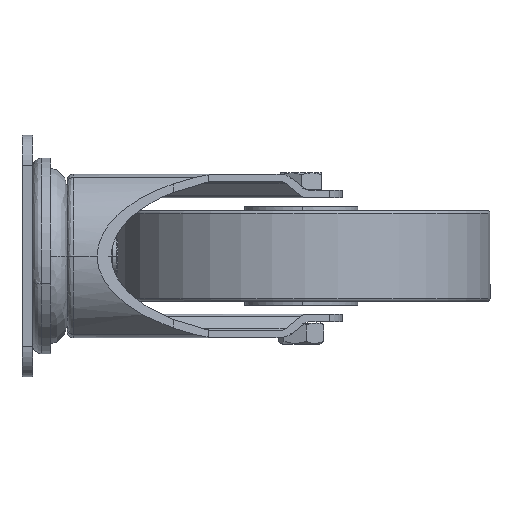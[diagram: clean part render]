
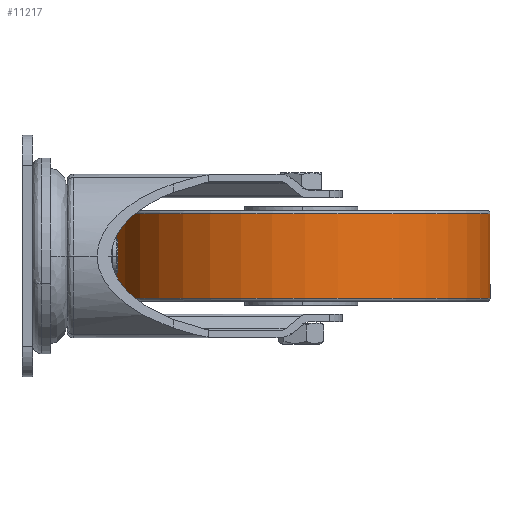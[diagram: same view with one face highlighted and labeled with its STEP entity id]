
A CAD part, left-side view. The second image highlights one B-rep face of the part: STEP entity #11217.
In plain terms, the highlighted cylindrical face has radius 125 mm (diameter 250 mm), a partial arc.
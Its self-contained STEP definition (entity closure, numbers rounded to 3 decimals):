
#885 = DIRECTION ( 'NONE',  ( 0., 0., -1. ) ) ;
#1967 = CIRCLE ( 'NONE', #17999, 125. ) ;
#1980 = CIRCLE ( 'NONE', #7326, 125. ) ;
#3593 = AXIS2_PLACEMENT_3D ( 'NONE', #6503, #13665, #23057 ) ;
#5429 = VECTOR ( 'NONE', #29771, 1000. ) ;
#5504 = DIRECTION ( 'NONE',  ( 0., 0., -1. ) ) ;
#5529 = VERTEX_POINT ( 'NONE', #9585 ) ;
#6248 = CARTESIAN_POINT ( 'NONE',  ( 63., -185., 27.995 ) ) ;
#6503 = CARTESIAN_POINT ( 'NONE',  ( 63., -185., -0.005 ) ) ;
#7320 = LINE ( 'NONE', #28202, #8125 ) ;
#7326 = AXIS2_PLACEMENT_3D ( 'NONE', #6248, #27106, #22220 ) ;
#7850 = CARTESIAN_POINT ( 'NONE',  ( 60.362, -60.028, -28.005 ) ) ;
#8125 = VECTOR ( 'NONE', #5504, 1000. ) ;
#9585 = CARTESIAN_POINT ( 'NONE',  ( 65.638, -309.972, 27.995 ) ) ;
#10662 = ORIENTED_EDGE ( 'NONE', *, *, #29261, .T. ) ;
#11217 = ADVANCED_FACE ( 'NONE', ( #16080 ), #29947, .T. ) ;
#13665 = DIRECTION ( 'NONE',  ( 0., 0., -1. ) ) ;
#16080 = FACE_OUTER_BOUND ( 'NONE', #25251, .T. ) ;
#16480 = CARTESIAN_POINT ( 'NONE',  ( 65.638, -309.972, -28.005 ) ) ;
#16597 = ORIENTED_EDGE ( 'NONE', *, *, #19441, .F. ) ;
#16689 = DIRECTION ( 'NONE',  ( -0.021, 1., 0. ) ) ;
#16698 = VERTEX_POINT ( 'NONE', #7850 ) ;
#17999 = AXIS2_PLACEMENT_3D ( 'NONE', #18856, #885, #16689 ) ;
#18336 = ORIENTED_EDGE ( 'NONE', *, *, #28924, .T. ) ;
#18508 = LINE ( 'NONE', #23027, #5429 ) ;
#18856 = CARTESIAN_POINT ( 'NONE',  ( 63., -185., -28.005 ) ) ;
#19441 = EDGE_CURVE ( 'NONE', #5529, #20598, #7320, .T. ) ;
#20598 = VERTEX_POINT ( 'NONE', #16480 ) ;
#22220 = DIRECTION ( 'NONE',  ( -0.021, 1., 0. ) ) ;
#22404 = EDGE_CURVE ( 'NONE', #20598, #16698, #1967, .T. ) ;
#22632 = VERTEX_POINT ( 'NONE', #23190 ) ;
#23027 = CARTESIAN_POINT ( 'NONE',  ( 60.362, -60.028, -0.005 ) ) ;
#23057 = DIRECTION ( 'NONE',  ( -0.021, 1., 0. ) ) ;
#23190 = CARTESIAN_POINT ( 'NONE',  ( 60.362, -60.028, 27.995 ) ) ;
#25251 = EDGE_LOOP ( 'NONE', ( #16597, #18336, #10662, #26676 ) ) ;
#26676 = ORIENTED_EDGE ( 'NONE', *, *, #22404, .F. ) ;
#27106 = DIRECTION ( 'NONE',  ( 0., 0., -1. ) ) ;
#28202 = CARTESIAN_POINT ( 'NONE',  ( 65.638, -309.972, -0.005 ) ) ;
#28924 = EDGE_CURVE ( 'NONE', #5529, #22632, #1980, .T. ) ;
#29261 = EDGE_CURVE ( 'NONE', #22632, #16698, #18508, .T. ) ;
#29771 = DIRECTION ( 'NONE',  ( 0., 0., -1. ) ) ;
#29947 = CYLINDRICAL_SURFACE ( 'NONE', #3593, 125. ) ;
